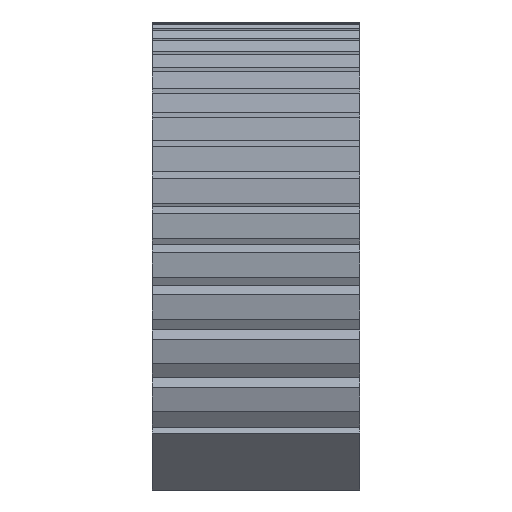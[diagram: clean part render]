
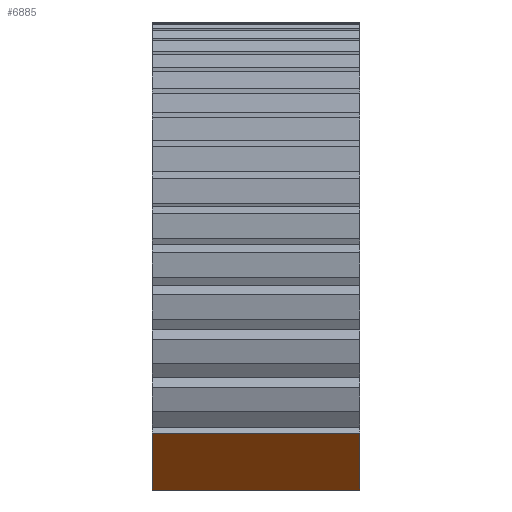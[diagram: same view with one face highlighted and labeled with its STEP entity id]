
A CAD part, front view. The second image highlights one B-rep face of the part: STEP entity #6885.
In plain terms, the highlighted planar face has unit normal (0, -0.707, -0.707).
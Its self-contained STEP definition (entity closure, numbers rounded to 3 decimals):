
#30=DIRECTION('',(0.,0.707,-0.707));
#31=VECTOR('',#30,3.5);
#32=CARTESIAN_POINT('',(9.,-43.134,43.134));
#33=LINE('',#32,#31);
#1613=DIRECTION('',(1.,0.,0.));
#1614=VECTOR('',#1613,9.);
#1615=CARTESIAN_POINT('',(0.,-40.659,40.659));
#1616=LINE('',#1615,#1614);
#1635=DIRECTION('',(0.,0.707,-0.707));
#1636=VECTOR('',#1635,3.5);
#1637=CARTESIAN_POINT('',(0.,-43.134,43.134));
#1638=LINE('',#1637,#1636);
#4095=DIRECTION('',(1.,0.,0.));
#4096=VECTOR('',#4095,9.);
#4097=CARTESIAN_POINT('',(0.,-43.134,43.134));
#4098=LINE('',#4097,#4096);
#6359=CARTESIAN_POINT('',(9.,-43.134,43.134));
#6360=CARTESIAN_POINT('',(9.,-40.659,40.659));
#6361=VERTEX_POINT('',#6359);
#6362=VERTEX_POINT('',#6360);
#6367=CARTESIAN_POINT('',(0.,-43.134,43.134));
#6368=VERTEX_POINT('',#6367);
#6371=CARTESIAN_POINT('',(0.,-40.659,40.659));
#6372=VERTEX_POINT('',#6371);
#6871=CARTESIAN_POINT('',(9.,0.,0.));
#6872=DIRECTION('',(0.,0.707,0.707));
#6873=DIRECTION('',(0.,-0.707,0.707));
#6874=AXIS2_PLACEMENT_3D('',#6871,#6872,#6873);
#6875=PLANE('',#6874);
#6876=ORIENTED_EDGE('',*,*,#6380,.T.);
#6878=ORIENTED_EDGE('',*,*,#6877,.F.);
#6880=ORIENTED_EDGE('',*,*,#6879,.F.);
#6882=ORIENTED_EDGE('',*,*,#6881,.T.);
#6883=EDGE_LOOP('',(#6876,#6878,#6880,#6882));
#6884=FACE_OUTER_BOUND('',#6883,.F.);
#6380=EDGE_CURVE('',#6361,#6362,#33,.T.);
#6877=EDGE_CURVE('',#6372,#6362,#1616,.T.);
#6879=EDGE_CURVE('',#6368,#6372,#1638,.T.);
#6881=EDGE_CURVE('',#6368,#6361,#4098,.T.);
#6885=ADVANCED_FACE('',(#6884),#6875,.F.);
